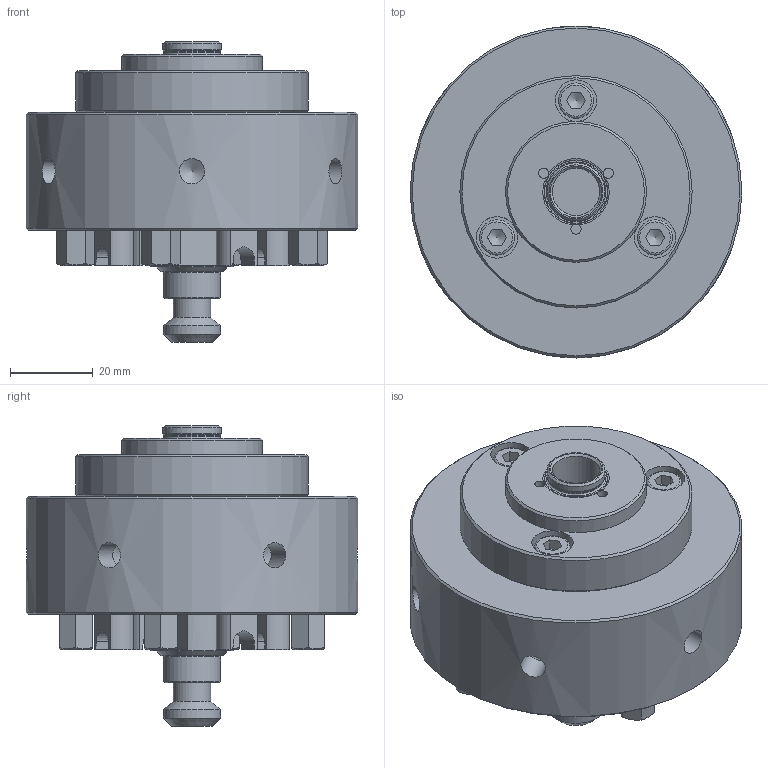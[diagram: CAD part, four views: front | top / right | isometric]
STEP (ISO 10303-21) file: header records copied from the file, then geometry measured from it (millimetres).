
FILE_DESCRIPTION(/* description */ ('Grundkörper PrisFIX5000'),/* implementation_level */ '2;1');
FILE_NAME(/* name */ 'DBF55_98-03 Aufnahme Hirschmann PrisFIX5000.iam.stp',/* time_stamp */ '2022-01-27T15:16:41+01:00',/* author */ ('D. Pustolla'),/* organization */ (''),/* preprocessor_version */ 'ST-DEVELOPER v15.2',/* originating_system */ 'Autodesk Inventor 2014',/* authorisation */ '');
FILE_SCHEMA (('AUTOMOTIVE_DESIGN { 1 0 10303 214 3 1 1 }'));
Length unit declared in the file: millimetre
Products named in the file (9): DBFxx_98-03-10 Grundkörper PrisFIX5000; HPF5000-11 Aufnahme; HPF5000-10 Sechskant; H5.611R Spannzapfen; H5.611.1R Zentrierhülse; DBFxx_98-03-00 Aufnahme Hirschmann PrisFIX5000; DBF55_98-12 Adapter Nullpunktspannsystem; ISO 4762 - M5 x 16DIN EN ISO; DBF55_98-03 Aufnahme Hirschmann PrisFIX5000
Bounding box: 80 x 80 x 72.5 mm (x, y, z)
Volume: 172743.9 mm3; surface area: 37791.9 mm2
Topology: 15 solids, 15 shells, 260 faces, 585 edges, 371 vertices
Faces by surface type: plane 125, cylinder 72, cone 54, torus 9
Full cylindrical faces by diameter (mm): 2.459 x3, 2.5 x1, 3 x1, 4.134 x11, 4.75 x1, 4.9 x4, 4.95 x4, 5 x7, 5.5 x3, 6.1 x6, 8.5 x3, 9 x1, 10 x3, 10.647 x1, 11.35 x1, 11.4 x2, 13.6 x1, 13.75 x2, 14 x1, 20 x1, 34 x1, 56 x1, 80 x1
Entity records: 4197 total; most frequent: CARTESIAN_POINT 907, DIRECTION 700, ORIENTED_EDGE 458, AXIS2_PLACEMENT_3D 316, EDGE_LOOP 286, EDGE_CURVE 229, VERTEX_POINT 193, ADVANCED_FACE 158
